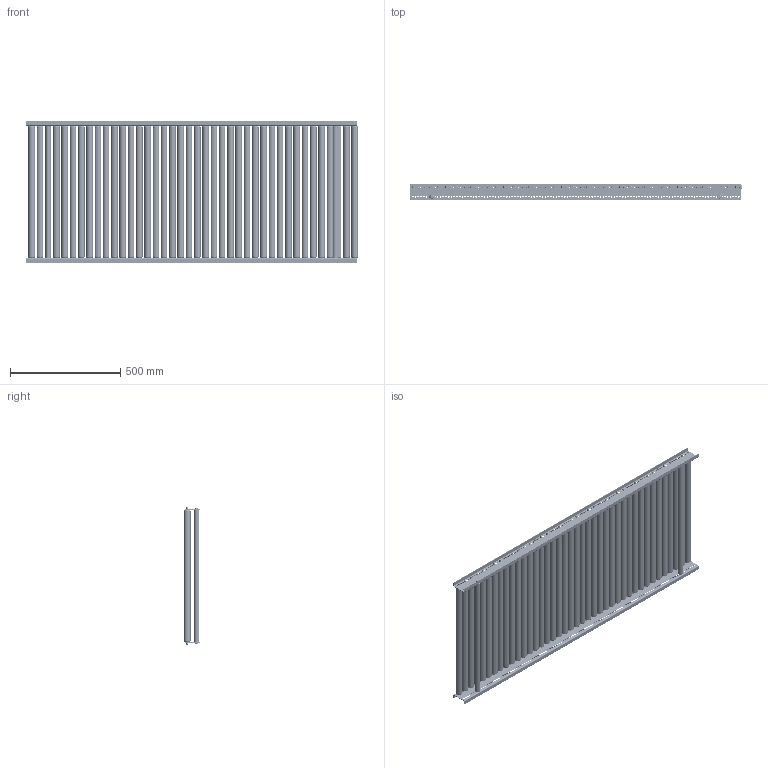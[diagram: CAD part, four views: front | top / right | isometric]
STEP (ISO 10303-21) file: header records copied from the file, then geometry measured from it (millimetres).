
FILE_DESCRIPTION (( 'STEP AP214' ), '1' );
FILE_NAME ('0051435.step', '2021-10-26T13:35:35', ( '' ), ( '' ), 'SwSTEP 2.0', 'SolidWorks 2020', '' );
FILE_SCHEMA (( 'AUTOMOTIVE_DESIGN' ));
Length unit declared in the file: millimetre
Products named in the file (8): 0017013_Tragrollenrohr-Ø30x1,8KU_KFG_L=580; 0051435; Traversen_KFG_L600; S100995_TYP-KUT50-30x1,8-A8; 0039778-Achse-ST-Ø08-KFG_AL620-G-FA; S100994_Sperrzahnschraube_M08x16-8.8-A2K; Profil_KRB-20x70x20x2_KFG_S100231_U-PROFIL-20-70-20-2-KRB-�30-L=1500; KUT50-30x1,8-KB-A8-FA_KFG_S100902_KUT50-30x1,8-KB-A8-FA-EL=600
Assembly tree (52 placements, depth 3):
  0051435
    Profil_KRB-20x70x20x2_KFG_S100231_U-PROFIL-20-70-20-2-KRB-�30-L=1500  x2
    KUT50-30x1,8-KB-A8-FA_KFG_S100902_KUT50-30x1,8-KB-A8-FA-EL=600  x40
      0039778-Achse-ST-Ø08-KFG_AL620-G-FA
      S100995_TYP-KUT50-30x1,8-A8
      0017013_Tragrollenrohr-Ø30x1,8KU_KFG_L=580
    Traversen_KFG_L600  x2
    S100994_Sperrzahnschraube_M08x16-8.8-A2K  x4
Bounding box: 1502.44 x 72.94 x 640 mm (x, y, z)
Volume: 5717571.5 mm3; surface area: 6010170.4 mm2
Topology: 92 solids, 252 shells, 9472 faces, 26176 edges, 16664 vertices
Faces by surface type: cylinder 3568, plane 2920, torus 1616, cone 1368
Entity records: 26254 total; most frequent: DIRECTION 4649, CARTESIAN_POINT 4360, ORIENTED_EDGE 3909, EDGE_CURVE 1979, AXIS2_PLACEMENT_3D 1969, VERTEX_POINT 1296, CIRCLE 1212, EDGE_LOOP 1195
